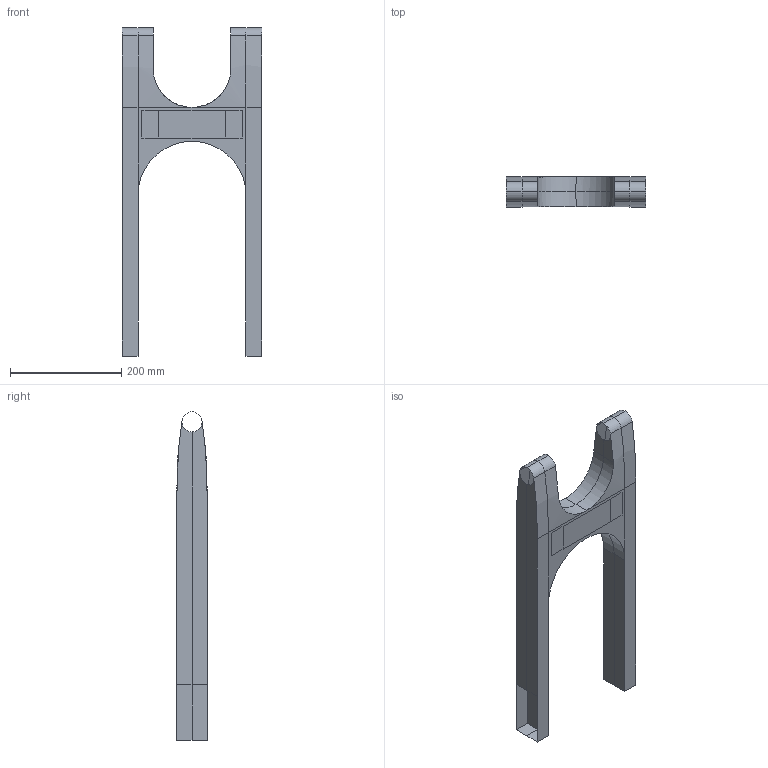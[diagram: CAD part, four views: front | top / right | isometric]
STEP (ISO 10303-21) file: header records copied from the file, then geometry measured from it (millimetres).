
FILE_DESCRIPTION (( 'STEP AP214' ), '1' );
FILE_NAME ('ver_5_1.STEP', '2020-09-08T11:21:34', ( '' ), ( '' ), 'SwSTEP 2.0', 'SolidWorks 2020', '' );
FILE_SCHEMA (( 'AUTOMOTIVE_DESIGN' ));
Length unit declared in the file: millimetre
Products named in the file (1): ver_5_1
Bounding box: 250 x 54 x 590 mm (x, y, z)
Surface area: 234718.3 mm2 (no closed solid volume)
Topology: 0 solids, 1 shells, 47 faces, 121 edges, 71 vertices
Faces by surface type: plane 25, cylinder 14, bspline 8
Entity records: 1563 total; most frequent: CARTESIAN_POINT 464, ORIENTED_EDGE 214, DIRECTION 210, EDGE_CURVE 121, VECTOR 80, LINE 80, VERTEX_POINT 71, AXIS2_PLACEMENT_3D 65
